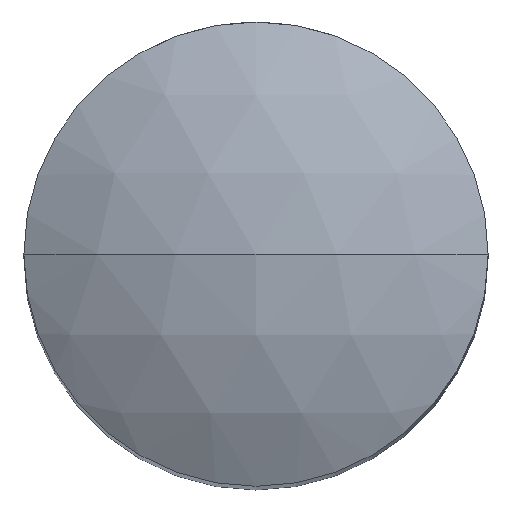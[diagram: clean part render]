
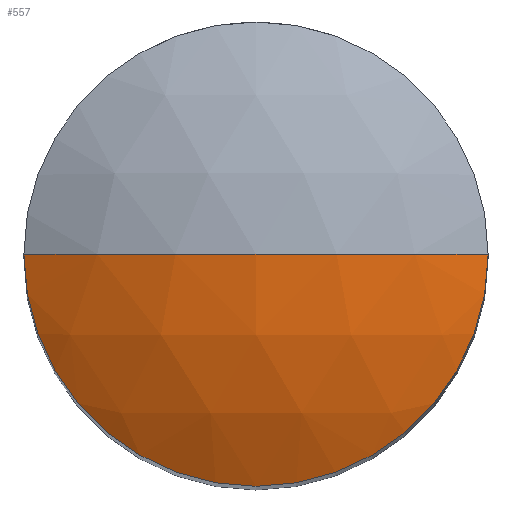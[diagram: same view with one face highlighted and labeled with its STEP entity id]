
A CAD part, top view. The second image highlights one B-rep face of the part: STEP entity #557.
In plain terms, the highlighted spherical face has radius 5 mm.
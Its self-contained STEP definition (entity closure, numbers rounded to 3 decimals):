
#34 = AXIS2_PLACEMENT_3D ( 'NONE', #131, #838, #197 ) ;
#54 = DIRECTION ( 'NONE',  ( 0., 0., -1. ) ) ;
#63 = ORIENTED_EDGE ( 'NONE', *, *, #398, .F. ) ;
#65 = CARTESIAN_POINT ( 'NONE',  ( 0., 0., 12.5 ) ) ;
#117 = EDGE_CURVE ( 'NONE', #590, #487, #619, .T. ) ;
#120 = FACE_OUTER_BOUND ( 'NONE', #833, .T. ) ;
#131 = CARTESIAN_POINT ( 'NONE',  ( 0., 0., 7.5 ) ) ;
#160 = CIRCLE ( 'NONE', #441, 2.5 ) ;
#197 = DIRECTION ( 'NONE',  ( 1., 0., 0. ) ) ;
#260 = CARTESIAN_POINT ( 'NONE',  ( -2.5, 0., 11.83 ) ) ;
#273 = CARTESIAN_POINT ( 'NONE',  ( 2.5, 0., 11.83 ) ) ;
#278 = CARTESIAN_POINT ( 'NONE',  ( 0., 0., 7.5 ) ) ;
#280 = CIRCLE ( 'NONE', #434, 5. ) ;
#344 = DIRECTION ( 'NONE',  ( 0., 0., 1. ) ) ;
#346 = DIRECTION ( 'NONE',  ( 1., 0., 0. ) ) ;
#361 = DIRECTION ( 'NONE',  ( 0., -1., 0. ) ) ;
#367 = CARTESIAN_POINT ( 'NONE',  ( 0., 0., 7.5 ) ) ;
#398 = EDGE_CURVE ( 'NONE', #569, #487, #160, .T. ) ;
#434 = AXIS2_PLACEMENT_3D ( 'NONE', #278, #725, #344 ) ;
#441 = AXIS2_PLACEMENT_3D ( 'NONE', #472, #54, #535 ) ;
#456 = ORIENTED_EDGE ( 'NONE', *, *, #117, .T. ) ;
#472 = CARTESIAN_POINT ( 'NONE',  ( 0., 0., 11.83 ) ) ;
#487 = VERTEX_POINT ( 'NONE', #260 ) ;
#488 = SPHERICAL_SURFACE ( 'NONE', #34, 5. ) ;
#535 = DIRECTION ( 'NONE',  ( -1., 0., 0. ) ) ;
#546 = ORIENTED_EDGE ( 'NONE', *, *, #672, .F. ) ;
#557 = ADVANCED_FACE ( 'NONE', ( #120 ), #488, .T. ) ;
#569 = VERTEX_POINT ( 'NONE', #273 ) ;
#590 = VERTEX_POINT ( 'NONE', #65 ) ;
#619 = CIRCLE ( 'NONE', #804, 5. ) ;
#672 = EDGE_CURVE ( 'NONE', #590, #569, #280, .T. ) ;
#725 = DIRECTION ( 'NONE',  ( 0., 1., 0. ) ) ;
#804 = AXIS2_PLACEMENT_3D ( 'NONE', #367, #361, #346 ) ;
#833 = EDGE_LOOP ( 'NONE', ( #546, #456, #63 ) ) ;
#838 = DIRECTION ( 'NONE',  ( 0., -1., 0. ) ) ;
